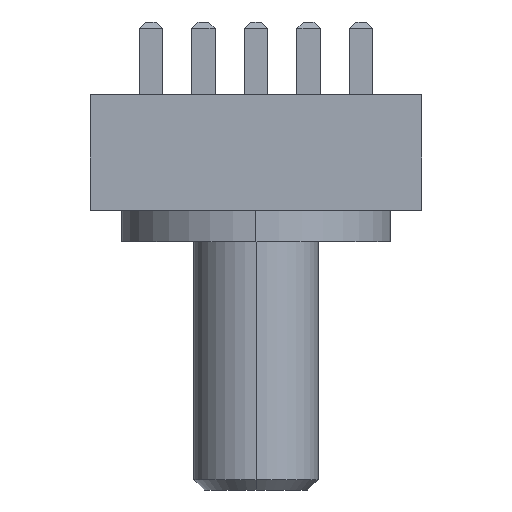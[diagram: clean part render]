
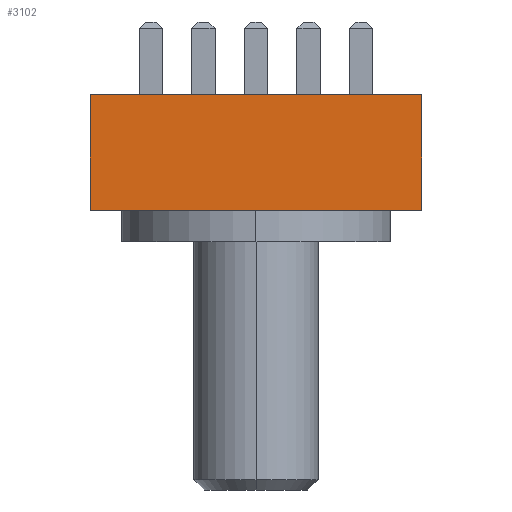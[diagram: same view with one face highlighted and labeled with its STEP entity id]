
A CAD part, left-side view. The second image highlights one B-rep face of the part: STEP entity #3102.
In plain terms, the highlighted planar face has unit normal (-1, 0, 0).
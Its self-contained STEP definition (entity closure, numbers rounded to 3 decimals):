
#997 = CARTESIAN_POINT ( 'NONE',  ( -8., -8., 5.6 ) ) ;
#999 = FACE_OUTER_BOUND ( 'NONE', #3980, .T. ) ;
#1000 = PLANE ( 'NONE',  #6211 ) ;
#1003 = DIRECTION ( 'NONE',  ( 1., 0., 0. ) ) ;
#1004 = DIRECTION ( 'NONE',  ( 0., 0., -1. ) ) ;
#1110 = LINE ( 'NONE', #1120, #6248 ) ;
#1120 = CARTESIAN_POINT ( 'NONE',  ( -8., -8., 0. ) ) ;
#1121 = DIRECTION ( 'NONE',  ( 0., -1., 0. ) ) ;
#1260 = LINE ( 'NONE', #1268, #6300 ) ;
#1268 = CARTESIAN_POINT ( 'NONE',  ( -8., -8., 5.6 ) ) ;
#1270 = DIRECTION ( 'NONE',  ( 0., -1., 0. ) ) ;
#1363 = LINE ( 'NONE', #1364, #6333 ) ;
#1364 = CARTESIAN_POINT ( 'NONE',  ( -8., 8., 5.6 ) ) ;
#1365 = DIRECTION ( 'NONE',  ( 0., 0., -1. ) ) ;
#1366 = LINE ( 'NONE', #1367, #6334 ) ;
#1367 = CARTESIAN_POINT ( 'NONE',  ( -8., -8., 5.6 ) ) ;
#1368 = DIRECTION ( 'NONE',  ( 0., 0., -1. ) ) ;
#1727 = CARTESIAN_POINT ( 'NONE',  ( -8., -8., 0. ) ) ;
#1756 = CARTESIAN_POINT ( 'NONE',  ( -8., 8., 5.6 ) ) ;
#1759 = CARTESIAN_POINT ( 'NONE',  ( -8., -8., 5.6 ) ) ;
#1778 = CARTESIAN_POINT ( 'NONE',  ( -8., 8., 0. ) ) ;
#3102 = ADVANCED_FACE ( 'NONE', ( #999 ), #1000, .F. ) ;
#3127 = EDGE_CURVE ( 'NONE', #3756, #3705, #1110, .T. ) ;
#3176 = EDGE_CURVE ( 'NONE', #3734, #3737, #1260, .T. ) ;
#3208 = EDGE_CURVE ( 'NONE', #3734, #3756, #1363, .T. ) ;
#3209 = EDGE_CURVE ( 'NONE', #3737, #3705, #1366, .T. ) ;
#3705 = VERTEX_POINT ( 'NONE', #1727 ) ;
#3734 = VERTEX_POINT ( 'NONE', #1756 ) ;
#3737 = VERTEX_POINT ( 'NONE', #1759 ) ;
#3756 = VERTEX_POINT ( 'NONE', #1778 ) ;
#3980 = EDGE_LOOP ( 'NONE', ( #6190, #6189, #6188, #6187 ) ) ;
#6187 = ORIENTED_EDGE ( 'NONE', *, *, #3208, .T. ) ;
#6188 = ORIENTED_EDGE ( 'NONE', *, *, #3176, .F. ) ;
#6189 = ORIENTED_EDGE ( 'NONE', *, *, #3209, .F. ) ;
#6190 = ORIENTED_EDGE ( 'NONE', *, *, #3127, .T. ) ;
#6211 = AXIS2_PLACEMENT_3D ( 'NONE', #997, #1003, #1004 ) ;
#6248 = VECTOR ( 'NONE', #1121, 1000. ) ;
#6300 = VECTOR ( 'NONE', #1270, 1000. ) ;
#6333 = VECTOR ( 'NONE', #1365, 1000. ) ;
#6334 = VECTOR ( 'NONE', #1368, 1000. ) ;
